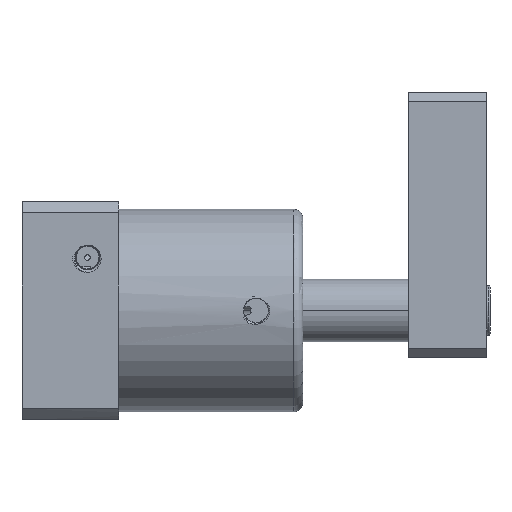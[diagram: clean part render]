
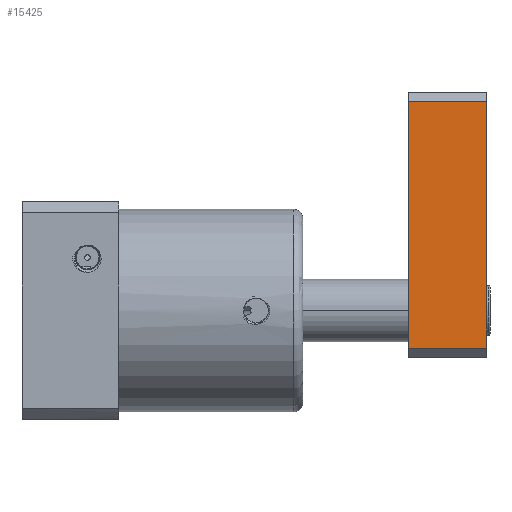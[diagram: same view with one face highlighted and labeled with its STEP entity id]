
A CAD part, front view. The second image highlights one B-rep face of the part: STEP entity #15425.
In plain terms, the highlighted face is planar.
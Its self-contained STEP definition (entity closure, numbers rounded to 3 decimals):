
#2557 = CARTESIAN_POINT ( 'NONE',  ( 0., -12., 12.5 ) ) ;
#3273 = VERTEX_POINT ( 'NONE', #19340 ) ;
#4723 = CARTESIAN_POINT ( 'NONE',  ( 25., -12., 12.5 ) ) ;
#6042 = DIRECTION ( 'NONE',  ( 1., 0., 0. ) ) ;
#6103 = CARTESIAN_POINT ( 'NONE',  ( 0., -12., 12.5 ) ) ;
#6974 = VECTOR ( 'NONE', #44221, 1000. ) ;
#7098 = LINE ( 'NONE', #39801, #6974 ) ;
#7235 = CARTESIAN_POINT ( 'NONE',  ( 0., 70., 12.5 ) ) ;
#7401 = DIRECTION ( 'NONE',  ( 0., -1., 0. ) ) ;
#8332 = EDGE_CURVE ( 'NONE', #34128, #3273, #20932, .T. ) ;
#9254 = ORIENTED_EDGE ( 'NONE', *, *, #22991, .T. ) ;
#14542 = FACE_OUTER_BOUND ( 'NONE', #35150, .T. ) ;
#15213 = ORIENTED_EDGE ( 'NONE', *, *, #37453, .T. ) ;
#15425 = ADVANCED_FACE ( 'NONE', ( #14542 ), #18011, .T. ) ;
#17906 = DIRECTION ( 'NONE',  ( 1., 0., 0. ) ) ;
#17965 = DIRECTION ( 'NONE',  ( 0., 0., 1. ) ) ;
#18005 = CARTESIAN_POINT ( 'NONE',  ( 0., 70., 12.5 ) ) ;
#18011 = PLANE ( 'NONE',  #22285 ) ;
#19340 = CARTESIAN_POINT ( 'NONE',  ( 25., 67., 12.5 ) ) ;
#19985 = CARTESIAN_POINT ( 'NONE',  ( 0., 67., 12.5 ) ) ;
#20612 = VECTOR ( 'NONE', #35861, 1000. ) ;
#20932 = LINE ( 'NONE', #31643, #20612 ) ;
#21264 = ORIENTED_EDGE ( 'NONE', *, *, #33784, .T. ) ;
#22285 = AXIS2_PLACEMENT_3D ( 'NONE', #18005, #17965, #17906 ) ;
#22991 = EDGE_CURVE ( 'NONE', #3273, #27485, #7098, .T. ) ;
#27485 = VERTEX_POINT ( 'NONE', #19985 ) ;
#31643 = CARTESIAN_POINT ( 'NONE',  ( 25., 70., 12.5 ) ) ;
#33784 = EDGE_CURVE ( 'NONE', #41580, #34128, #44194, .T. ) ;
#34128 = VERTEX_POINT ( 'NONE', #4723 ) ;
#35150 = EDGE_LOOP ( 'NONE', ( #39160, #9254, #15213, #21264 ) ) ;
#35861 = DIRECTION ( 'NONE',  ( 0., 1., 0. ) ) ;
#37453 = EDGE_CURVE ( 'NONE', #27485, #41580, #40746, .T. ) ;
#39160 = ORIENTED_EDGE ( 'NONE', *, *, #8332, .T. ) ;
#39801 = CARTESIAN_POINT ( 'NONE',  ( 0., 67., 12.5 ) ) ;
#40630 = VECTOR ( 'NONE', #7401, 1000. ) ;
#40746 = LINE ( 'NONE', #7235, #40630 ) ;
#41580 = VERTEX_POINT ( 'NONE', #2557 ) ;
#43810 = VECTOR ( 'NONE', #6042, 1000. ) ;
#44194 = LINE ( 'NONE', #6103, #43810 ) ;
#44221 = DIRECTION ( 'NONE',  ( -1., 0., 0. ) ) ;
